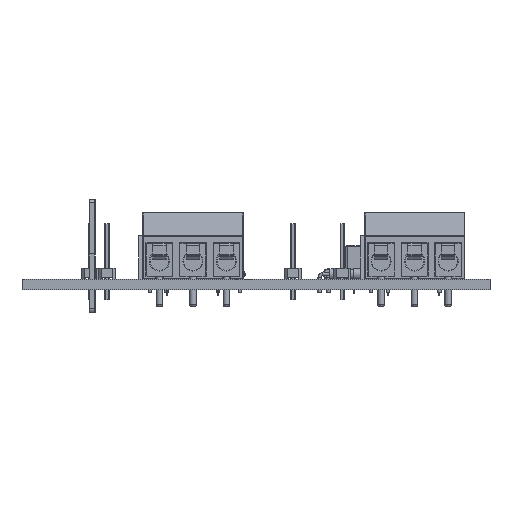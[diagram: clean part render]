
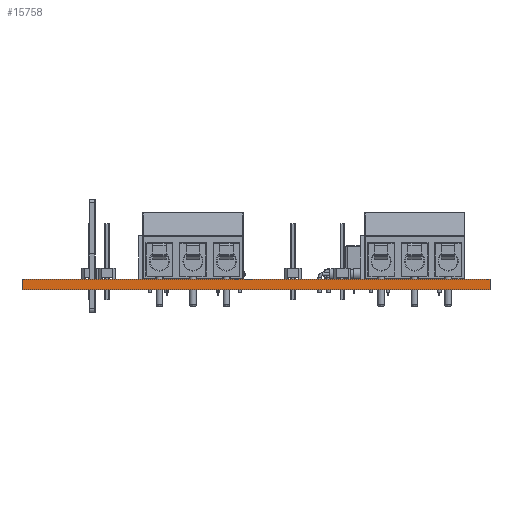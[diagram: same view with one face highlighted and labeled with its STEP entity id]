
A CAD part, front view. The second image highlights one B-rep face of the part: STEP entity #15758.
In plain terms, the highlighted planar face has unit normal (0, -1, 0).
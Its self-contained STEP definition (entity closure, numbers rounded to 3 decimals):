
#2201=FACE_OUTER_BOUND('',#3050,.T.);
#3050=EDGE_LOOP('',(#13755,#13756,#13757,#13758));
#4800=LINE('',#28629,#6292);
#4801=LINE('',#28632,#6293);
#4802=LINE('',#28634,#6294);
#4803=LINE('',#28635,#6295);
#6292=VECTOR('',#21548,10.);
#6293=VECTOR('',#21551,10.);
#6294=VECTOR('',#21552,10.);
#6295=VECTOR('',#21553,10.);
#7682=VERTEX_POINT('',#28625);
#7683=VERTEX_POINT('',#28627);
#7684=VERTEX_POINT('',#28631);
#7685=VERTEX_POINT('',#28633);
#9795=EDGE_CURVE('',#7682,#7683,#4800,.T.);
#9796=EDGE_CURVE('',#7684,#7682,#4801,.T.);
#9797=EDGE_CURVE('',#7685,#7683,#4802,.T.);
#9798=EDGE_CURVE('',#7684,#7685,#4803,.T.);
#13755=ORIENTED_EDGE('',*,*,#9796,.T.);
#13756=ORIENTED_EDGE('',*,*,#9795,.T.);
#13757=ORIENTED_EDGE('',*,*,#9797,.F.);
#13758=ORIENTED_EDGE('',*,*,#9798,.F.);
#14521=PLANE('',#17260);
#15758=ADVANCED_FACE('',(#2201),#14521,.T.);
#17260=AXIS2_PLACEMENT_3D('',#28630,#21549,#21550);
#21548=DIRECTION('',(0.,0.,1.));
#21549=DIRECTION('center_axis',(0.,-1.,0.));
#21550=DIRECTION('ref_axis',(1.,0.,0.));
#21551=DIRECTION('',(1.,0.,0.));
#21552=DIRECTION('',(1.,0.,0.));
#21553=DIRECTION('',(0.,0.,1.));
#28625=CARTESIAN_POINT('',(69.83,0.,0.));
#28627=CARTESIAN_POINT('',(69.83,0.,1.5));
#28629=CARTESIAN_POINT('',(69.83,0.,0.));
#28630=CARTESIAN_POINT('Origin',(0.,0.,0.));
#28631=CARTESIAN_POINT('',(0.,0.,0.));
#28632=CARTESIAN_POINT('',(0.,0.,0.));
#28633=CARTESIAN_POINT('',(0.,0.,1.5));
#28634=CARTESIAN_POINT('',(0.,0.,1.5));
#28635=CARTESIAN_POINT('',(0.,0.,0.));
